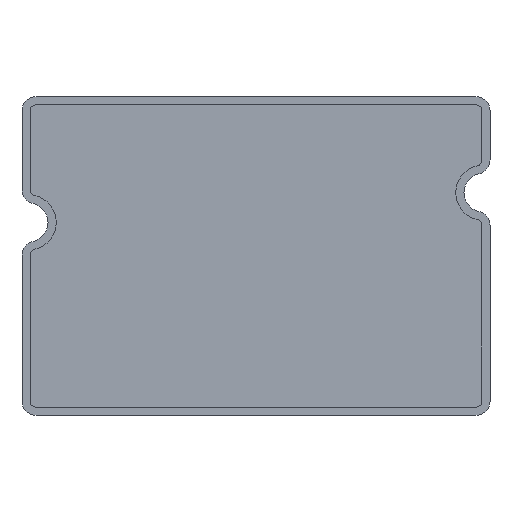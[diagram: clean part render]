
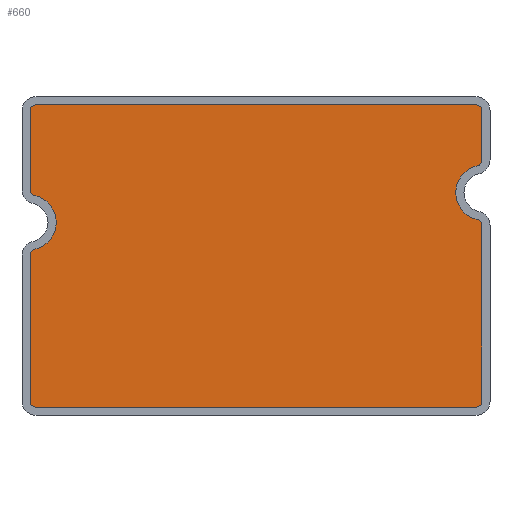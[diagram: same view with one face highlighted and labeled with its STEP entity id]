
A CAD part, top view. The second image highlights one B-rep face of the part: STEP entity #660.
In plain terms, the highlighted planar face has unit normal (0, 0, 1).
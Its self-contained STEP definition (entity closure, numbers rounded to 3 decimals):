
#70=FACE_OUTER_BOUND('',#106,.T.);
#106=EDGE_LOOP('',(#595,#596,#597,#598,#599,#600,#601,#602,#603,#604,#605,
#606,#607,#608,#609,#610));
#137=CIRCLE('',#725,0.8);
#138=CIRCLE('',#728,0.8);
#139=CIRCLE('',#731,0.8);
#140=CIRCLE('',#733,3.7);
#141=CIRCLE('',#735,0.8);
#142=CIRCLE('',#738,0.8);
#143=CIRCLE('',#741,0.8);
#144=CIRCLE('',#744,0.8);
#145=CIRCLE('',#746,3.7);
#146=CIRCLE('',#748,0.8);
#181=LINE('',#1092,#237);
#185=LINE('',#1101,#241);
#188=LINE('',#1109,#244);
#193=LINE('',#1125,#249);
#196=LINE('',#1133,#252);
#199=LINE('',#1141,#255);
#237=VECTOR('',#884,10.);
#241=VECTOR('',#894,10.);
#244=VECTOR('',#903,10.);
#249=VECTOR('',#922,10.);
#252=VECTOR('',#931,10.);
#255=VECTOR('',#940,10.);
#307=VERTEX_POINT('',#1090);
#308=VERTEX_POINT('',#1091);
#309=VERTEX_POINT('',#1096);
#310=VERTEX_POINT('',#1100);
#311=VERTEX_POINT('',#1104);
#312=VERTEX_POINT('',#1108);
#313=VERTEX_POINT('',#1112);
#314=VERTEX_POINT('',#1116);
#315=VERTEX_POINT('',#1120);
#316=VERTEX_POINT('',#1124);
#317=VERTEX_POINT('',#1128);
#318=VERTEX_POINT('',#1132);
#319=VERTEX_POINT('',#1136);
#320=VERTEX_POINT('',#1140);
#321=VERTEX_POINT('',#1144);
#322=VERTEX_POINT('',#1148);
#387=EDGE_CURVE('',#307,#308,#181,.T.);
#390=EDGE_CURVE('',#308,#309,#137,.T.);
#392=EDGE_CURVE('',#309,#310,#185,.T.);
#394=EDGE_CURVE('',#310,#311,#138,.T.);
#396=EDGE_CURVE('',#311,#312,#188,.T.);
#398=EDGE_CURVE('',#312,#313,#139,.T.);
#400=EDGE_CURVE('',#314,#313,#140,.T.);
#402=EDGE_CURVE('',#314,#315,#141,.T.);
#404=EDGE_CURVE('',#315,#316,#193,.T.);
#406=EDGE_CURVE('',#316,#317,#142,.T.);
#408=EDGE_CURVE('',#317,#318,#196,.T.);
#410=EDGE_CURVE('',#318,#319,#143,.T.);
#412=EDGE_CURVE('',#319,#320,#199,.T.);
#414=EDGE_CURVE('',#320,#321,#144,.T.);
#416=EDGE_CURVE('',#322,#321,#145,.T.);
#418=EDGE_CURVE('',#322,#307,#146,.T.);
#595=ORIENTED_EDGE('',*,*,#418,.T.);
#596=ORIENTED_EDGE('',*,*,#387,.T.);
#597=ORIENTED_EDGE('',*,*,#390,.T.);
#598=ORIENTED_EDGE('',*,*,#392,.T.);
#599=ORIENTED_EDGE('',*,*,#394,.T.);
#600=ORIENTED_EDGE('',*,*,#396,.T.);
#601=ORIENTED_EDGE('',*,*,#398,.T.);
#602=ORIENTED_EDGE('',*,*,#400,.F.);
#603=ORIENTED_EDGE('',*,*,#402,.T.);
#604=ORIENTED_EDGE('',*,*,#404,.T.);
#605=ORIENTED_EDGE('',*,*,#406,.T.);
#606=ORIENTED_EDGE('',*,*,#408,.T.);
#607=ORIENTED_EDGE('',*,*,#410,.T.);
#608=ORIENTED_EDGE('',*,*,#412,.T.);
#609=ORIENTED_EDGE('',*,*,#414,.T.);
#610=ORIENTED_EDGE('',*,*,#416,.F.);
#625=PLANE('',#749);
#660=ADVANCED_FACE('',(#70),#625,.T.);
#725=AXIS2_PLACEMENT_3D('',#1097,#889,#890);
#728=AXIS2_PLACEMENT_3D('',#1105,#898,#899);
#731=AXIS2_PLACEMENT_3D('',#1113,#907,#908);
#733=AXIS2_PLACEMENT_3D('',#1117,#912,#913);
#735=AXIS2_PLACEMENT_3D('',#1121,#917,#918);
#738=AXIS2_PLACEMENT_3D('',#1129,#926,#927);
#741=AXIS2_PLACEMENT_3D('',#1137,#935,#936);
#744=AXIS2_PLACEMENT_3D('',#1145,#944,#945);
#746=AXIS2_PLACEMENT_3D('',#1149,#949,#950);
#748=AXIS2_PLACEMENT_3D('',#1152,#954,#955);
#749=AXIS2_PLACEMENT_3D('',#1153,#956,#957);
#884=DIRECTION('',(0.,-1.,0.));
#889=DIRECTION('center_axis',(0.,0.,1.));
#890=DIRECTION('ref_axis',(-1.,0.,0.));
#894=DIRECTION('',(1.,0.,0.));
#898=DIRECTION('center_axis',(0.,0.,1.));
#899=DIRECTION('ref_axis',(0.,-1.,0.));
#903=DIRECTION('',(0.,1.,0.));
#907=DIRECTION('center_axis',(0.,0.,1.));
#908=DIRECTION('ref_axis',(1.,0.,0.));
#912=DIRECTION('center_axis',(0.,0.,1.));
#913=DIRECTION('ref_axis',(-0.222,0.975,0.));
#917=DIRECTION('center_axis',(0.,0.,1.));
#918=DIRECTION('ref_axis',(0.222,-0.975,0.));
#922=DIRECTION('',(0.,1.,0.));
#926=DIRECTION('center_axis',(0.,0.,1.));
#927=DIRECTION('ref_axis',(1.,0.,0.));
#931=DIRECTION('',(-1.,0.,0.));
#935=DIRECTION('center_axis',(0.,0.,1.));
#936=DIRECTION('ref_axis',(0.,1.,0.));
#940=DIRECTION('',(0.,-1.,0.));
#944=DIRECTION('center_axis',(0.,0.,1.));
#945=DIRECTION('ref_axis',(-1.,0.,0.));
#949=DIRECTION('center_axis',(0.,0.,1.));
#950=DIRECTION('ref_axis',(0.222,-0.975,0.));
#954=DIRECTION('center_axis',(0.,0.,1.));
#955=DIRECTION('ref_axis',(-0.222,0.975,0.));
#956=DIRECTION('center_axis',(0.,0.,1.));
#957=DIRECTION('ref_axis',(-1.,0.,0.));
#1090=CARTESIAN_POINT('',(-30.3,0.113,23.525));
#1091=CARTESIAN_POINT('',(-30.3,-19.5,23.525));
#1092=CARTESIAN_POINT('',(-30.3,0.113,23.525));
#1096=CARTESIAN_POINT('',(-29.5,-20.3,23.525));
#1097=CARTESIAN_POINT('Origin',(-29.5,-19.5,23.525));
#1100=CARTESIAN_POINT('',(29.5,-20.3,23.525));
#1101=CARTESIAN_POINT('',(-29.5,-20.3,23.525));
#1104=CARTESIAN_POINT('',(30.3,-19.5,23.525));
#1105=CARTESIAN_POINT('Origin',(29.5,-19.5,23.525));
#1108=CARTESIAN_POINT('',(30.3,4.113,23.525));
#1109=CARTESIAN_POINT('',(30.3,-19.5,23.525));
#1112=CARTESIAN_POINT('',(29.678,4.893,23.525));
#1113=CARTESIAN_POINT('Origin',(29.5,4.113,23.525));
#1116=CARTESIAN_POINT('',(29.678,12.107,23.525));
#1117=CARTESIAN_POINT('Origin',(30.5,8.5,23.525));
#1120=CARTESIAN_POINT('',(30.3,12.887,23.525));
#1121=CARTESIAN_POINT('Origin',(29.5,12.887,23.525));
#1124=CARTESIAN_POINT('',(30.3,19.5,23.525));
#1125=CARTESIAN_POINT('',(30.3,12.887,23.525));
#1128=CARTESIAN_POINT('',(29.5,20.3,23.525));
#1129=CARTESIAN_POINT('Origin',(29.5,19.5,23.525));
#1132=CARTESIAN_POINT('',(-29.5,20.3,23.525));
#1133=CARTESIAN_POINT('',(29.5,20.3,23.525));
#1136=CARTESIAN_POINT('',(-30.3,19.5,23.525));
#1137=CARTESIAN_POINT('Origin',(-29.5,19.5,23.525));
#1140=CARTESIAN_POINT('',(-30.3,8.887,23.525));
#1141=CARTESIAN_POINT('',(-30.3,19.5,23.525));
#1144=CARTESIAN_POINT('',(-29.678,8.107,23.525));
#1145=CARTESIAN_POINT('Origin',(-29.5,8.887,23.525));
#1148=CARTESIAN_POINT('',(-29.678,0.893,23.525));
#1149=CARTESIAN_POINT('Origin',(-30.5,4.5,23.525));
#1152=CARTESIAN_POINT('Origin',(-29.5,0.113,23.525));
#1153=CARTESIAN_POINT('Origin',(0.,0.,23.525));
